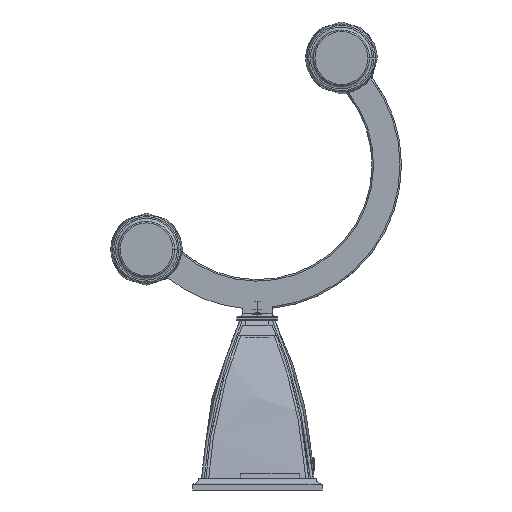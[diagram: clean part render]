
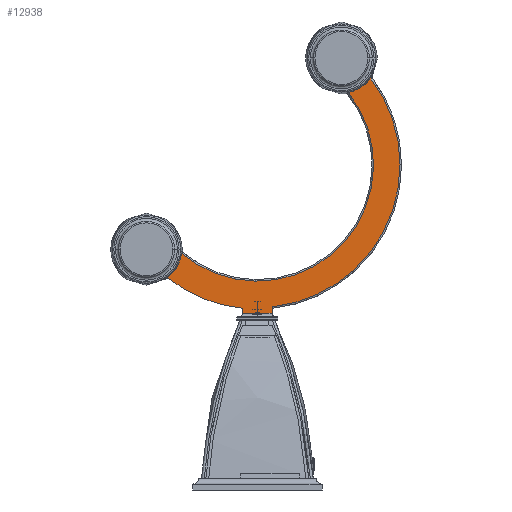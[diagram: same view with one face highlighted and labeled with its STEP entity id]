
A CAD part, left-side view. The second image highlights one B-rep face of the part: STEP entity #12938.
In plain terms, the highlighted planar face has unit normal (-1, 0, 0).
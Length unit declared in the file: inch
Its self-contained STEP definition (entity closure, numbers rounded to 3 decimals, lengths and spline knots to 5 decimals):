
#11368=DIRECTION('',(0.,0.,1.));
#11369=VECTOR('',#11368,0.06909);
#11370=CARTESIAN_POINT('',(-0.197,0.197,0.216));
#11371=LINE('',#11370,#11369);
#11461=CARTESIAN_POINT('',(-0.197,0.,2.204));
#11462=DIRECTION('',(1.,0.,0.));
#11463=DIRECTION('',(0.,-0.783,0.622));
#11464=AXIS2_PLACEMENT_3D('',#11461,#11462,#11463);
#11466=CARTESIAN_POINT('',(-0.197,-1.12495,3.634));
#11467=DIRECTION('',(1.,0.,0.));
#11468=DIRECTION('',(0.,-0.824,-0.566));
#11469=AXIS2_PLACEMENT_3D('',#11466,#11467,#11468);
#11471=CARTESIAN_POINT('',(-0.197,0.,2.204));
#11472=DIRECTION('',(-1.,0.,0.));
#11473=DIRECTION('',(0.,-0.103,-0.995));
#11474=AXIS2_PLACEMENT_3D('',#11471,#11472,#11473);
#11476=DIRECTION('',(0.,-1.,0.));
#11477=VECTOR('',#11476,0.394);
#11478=CARTESIAN_POINT('',(-0.197,0.197,0.216));
#11479=LINE('',#11478,#11477);
#11480=CARTESIAN_POINT('',(-0.197,0.,2.204));
#11481=DIRECTION('',(1.,0.,0.));
#11482=DIRECTION('',(0.,0.102,-0.995));
#11483=AXIS2_PLACEMENT_3D('',#11480,#11481,#11482);
#11485=CARTESIAN_POINT('',(-0.197,1.48264,1.075));
#11486=DIRECTION('',(-1.,0.,0.));
#11487=DIRECTION('',(0.,-0.594,-0.804));
#11488=AXIS2_PLACEMENT_3D('',#11485,#11486,#11487);
#11521=CARTESIAN_POINT('',(-0.197,1.20203,0.6953));
#11564=DIRECTION('',(0.,0.,1.));
#11565=VECTOR('',#11564,0.08919);
#11566=CARTESIAN_POINT('',(-0.197,-0.197,0.216));
#11567=LINE('',#11566,#11565);
#12082=CARTESIAN_POINT('',(-0.197,0.197,0.28509));
#12084=VERTEX_POINT('',#12082);
#12138=CARTESIAN_POINT('',(-0.197,-0.197,0.216));
#12140=VERTEX_POINT('',#12138);
#12146=CARTESIAN_POINT('',(-0.197,0.197,0.216));
#12147=VERTEX_POINT('',#12146);
#12151=VERTEX_POINT('',#11521);
#12206=CARTESIAN_POINT('',(-0.197,-1.2177,3.17107));
#12207=CARTESIAN_POINT('',(-0.197,1.01322,1.02442));
#12208=VERTEX_POINT('',#12206);
#12209=VERTEX_POINT('',#12207);
#12222=CARTESIAN_POINT('',(-0.197,-0.197,0.30519));
#12223=CARTESIAN_POINT('',(-0.197,-1.5141,3.36666));
#12224=VERTEX_POINT('',#12222);
#12225=VERTEX_POINT('',#12223);
#12918=CARTESIAN_POINT('',(-0.197,0.,0.));
#12919=DIRECTION('',(1.,0.,0.));
#12920=DIRECTION('',(0.,0.,-1.));
#12921=AXIS2_PLACEMENT_3D('',#12918,#12919,#12920);
#12922=PLANE('',#12921);
#12924=ORIENTED_EDGE('',*,*,#12923,.F.);
#12925=ORIENTED_EDGE('',*,*,#12902,.F.);
#12927=ORIENTED_EDGE('',*,*,#12926,.F.);
#12929=ORIENTED_EDGE('',*,*,#12928,.F.);
#12930=ORIENTED_EDGE('',*,*,#12775,.F.);
#12931=ORIENTED_EDGE('',*,*,#12805,.T.);
#12933=ORIENTED_EDGE('',*,*,#12932,.T.);
#12935=ORIENTED_EDGE('',*,*,#12934,.T.);
#12936=EDGE_LOOP('',(#12924,#12925,#12927,#12929,#12930,#12931,#12933,#12935));
#12937=FACE_OUTER_BOUND('',#12936,.F.);
#12938=ADVANCED_FACE('',(#12937),#12922,.F.);
#11465=CIRCLE('',#11464,1.555);
#11470=CIRCLE('',#11469,0.47213);
#11475=CIRCLE('',#11474,1.909);
#11484=CIRCLE('',#11483,1.929);
#11489=CIRCLE('',#11488,0.47213);
#12775=EDGE_CURVE('',#12147,#12140,#11479,.T.);
#12805=EDGE_CURVE('',#12147,#12084,#11371,.T.);
#12902=EDGE_CURVE('',#12225,#12208,#11470,.T.);
#12923=EDGE_CURVE('',#12208,#12209,#11465,.T.);
#12926=EDGE_CURVE('',#12224,#12225,#11475,.T.);
#12928=EDGE_CURVE('',#12140,#12224,#11567,.T.);
#12932=EDGE_CURVE('',#12084,#12151,#11484,.T.);
#12934=EDGE_CURVE('',#12151,#12209,#11489,.T.);
